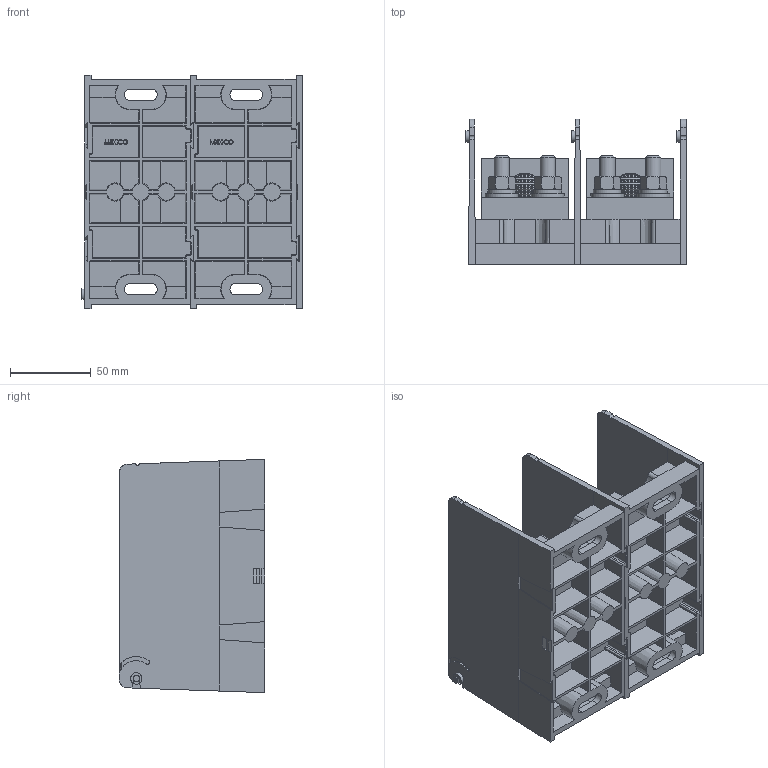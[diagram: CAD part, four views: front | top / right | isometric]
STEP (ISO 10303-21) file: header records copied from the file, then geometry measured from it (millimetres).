
FILE_DESCRIPTION (( 'STEP AP214' ), '1' );
FILE_NAME ('701921rev-2P.STEP', '2019-05-07T14:46:26', ( '' ), ( '' ), 'SwSTEP 2.0', 'SolidWorks 2017', '' );
FILE_SCHEMA (( 'AUTOMOTIVE_DESIGN' ));
Length unit declared in the file: inch
Products named in the file (2): 701921rev-2P
Bounding box: 136.78 x 90.17 x 144.78 mm (x, y, z)
Volume: 478933.9 mm3; surface area: 247475.6 mm2
Topology: 27 solids, 27 shells, 1147 faces, 2868 edges, 1850 vertices
Faces by surface type: plane 657, cone 214, cylinder 212, bspline 50, torus 12, sphere 2
Full cylindrical faces by diameter (mm): 4.064 x1, 4.928 x2, 6.909 x4, 7.112 x1, 9.525 x8, 9.576 x8, 10.312 x4, 10.795 x4, 12.7 x4, 14.097 x4, 17.78 x4, 19.05 x2, 20.625 x4, 22.225 x2
Entity records: 58244 total; most frequent: CARTESIAN_POINT 17521, ORIENTED_EDGE 5352, DIRECTION 4824, EDGE_CURVE 2676, VERTEX_POINT 1814, LINE 1662, VECTOR 1662, AXIS2_PLACEMENT_3D 1581
